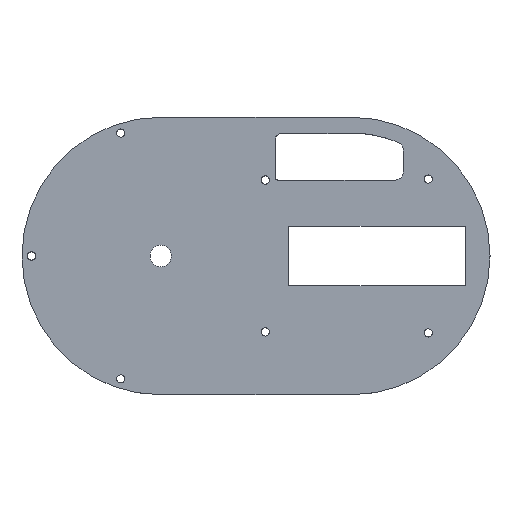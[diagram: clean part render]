
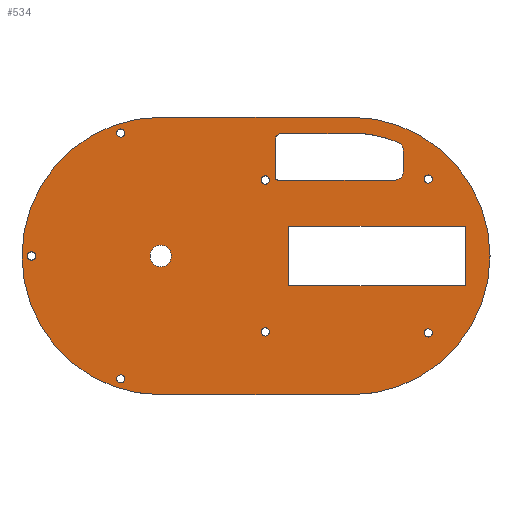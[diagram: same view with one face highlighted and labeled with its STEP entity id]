
A CAD part, top view. The second image highlights one B-rep face of the part: STEP entity #534.
In plain terms, the highlighted planar face has unit normal (0, 0, 1).
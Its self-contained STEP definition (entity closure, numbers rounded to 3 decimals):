
#15=FACE_BOUND('',#78,.T.);
#16=FACE_BOUND('',#79,.T.);
#17=FACE_BOUND('',#80,.T.);
#18=FACE_BOUND('',#81,.T.);
#19=FACE_BOUND('',#82,.T.);
#20=FACE_BOUND('',#83,.T.);
#21=FACE_BOUND('',#84,.T.);
#22=FACE_BOUND('',#85,.T.);
#23=FACE_BOUND('',#86,.T.);
#24=FACE_BOUND('',#87,.T.);
#37=PLANE('',#577);
#50=FACE_OUTER_BOUND('',#77,.T.);
#77=EDGE_LOOP('',(#378,#379,#380,#381));
#78=EDGE_LOOP('',(#382));
#79=EDGE_LOOP('',(#383));
#80=EDGE_LOOP('',(#384));
#81=EDGE_LOOP('',(#385));
#82=EDGE_LOOP('',(#386));
#83=EDGE_LOOP('',(#387,#388,#389,#390));
#84=EDGE_LOOP('',(#391));
#85=EDGE_LOOP('',(#392));
#86=EDGE_LOOP('',(#393));
#87=EDGE_LOOP('',(#394,#395,#396,#397,#398,#399,#400,#401,#402));
#125=LINE('',#805,#170);
#126=LINE('',#808,#171);
#129=LINE('',#815,#174);
#130=LINE('',#819,#175);
#131=LINE('',#833,#176);
#132=LINE('',#835,#177);
#133=LINE('',#837,#178);
#134=LINE('',#838,#179);
#135=LINE('',#850,#180);
#136=LINE('',#854,#181);
#170=VECTOR('',#643,10.);
#171=VECTOR('',#646,10.);
#174=VECTOR('',#651,10.);
#175=VECTOR('',#654,10.);
#176=VECTOR('',#667,10.);
#177=VECTOR('',#668,10.);
#178=VECTOR('',#669,10.);
#179=VECTOR('',#670,10.);
#180=VECTOR('',#681,10.);
#181=VECTOR('',#684,10.);
#212=CIRCLE('',#574,2.5);
#213=CIRCLE('',#578,51.);
#214=CIRCLE('',#579,51.);
#215=CIRCLE('',#580,1.5);
#216=CIRCLE('',#581,1.5);
#217=CIRCLE('',#582,1.5);
#218=CIRCLE('',#583,1.5);
#219=CIRCLE('',#584,1.5);
#220=CIRCLE('',#585,3.95);
#221=CIRCLE('',#586,1.5);
#222=CIRCLE('',#587,1.5);
#223=CIRCLE('',#588,45.177);
#224=CIRCLE('',#589,3.);
#225=CIRCLE('',#590,3.);
#226=CIRCLE('',#591,1.);
#243=VERTEX_POINT('',#795);
#244=VERTEX_POINT('',#797);
#246=VERTEX_POINT('',#803);
#247=VERTEX_POINT('',#807);
#249=VERTEX_POINT('',#813);
#250=VERTEX_POINT('',#814);
#251=VERTEX_POINT('',#816);
#252=VERTEX_POINT('',#818);
#253=VERTEX_POINT('',#821);
#254=VERTEX_POINT('',#823);
#255=VERTEX_POINT('',#825);
#256=VERTEX_POINT('',#827);
#257=VERTEX_POINT('',#829);
#258=VERTEX_POINT('',#831);
#259=VERTEX_POINT('',#832);
#260=VERTEX_POINT('',#834);
#261=VERTEX_POINT('',#836);
#262=VERTEX_POINT('',#839);
#263=VERTEX_POINT('',#841);
#264=VERTEX_POINT('',#843);
#265=VERTEX_POINT('',#845);
#266=VERTEX_POINT('',#847);
#267=VERTEX_POINT('',#849);
#268=VERTEX_POINT('',#851);
#269=VERTEX_POINT('',#853);
#293=EDGE_CURVE('',#243,#244,#212,.T.);
#297=EDGE_CURVE('',#243,#246,#125,.T.);
#298=EDGE_CURVE('',#247,#244,#126,.T.);
#301=EDGE_CURVE('',#249,#250,#129,.T.);
#302=EDGE_CURVE('',#250,#251,#213,.T.);
#303=EDGE_CURVE('',#251,#252,#130,.T.);
#304=EDGE_CURVE('',#252,#249,#214,.T.);
#305=EDGE_CURVE('',#253,#253,#215,.T.);
#306=EDGE_CURVE('',#254,#254,#216,.T.);
#307=EDGE_CURVE('',#255,#255,#217,.T.);
#308=EDGE_CURVE('',#256,#256,#218,.T.);
#309=EDGE_CURVE('',#257,#257,#219,.T.);
#310=EDGE_CURVE('',#258,#259,#131,.T.);
#311=EDGE_CURVE('',#259,#260,#132,.T.);
#312=EDGE_CURVE('',#260,#261,#133,.T.);
#313=EDGE_CURVE('',#258,#261,#134,.T.);
#314=EDGE_CURVE('',#262,#262,#220,.T.);
#315=EDGE_CURVE('',#263,#263,#221,.T.);
#316=EDGE_CURVE('',#264,#264,#222,.T.);
#317=EDGE_CURVE('',#246,#265,#223,.T.);
#318=EDGE_CURVE('',#266,#265,#224,.T.);
#319=EDGE_CURVE('',#266,#267,#135,.T.);
#320=EDGE_CURVE('',#268,#267,#225,.T.);
#321=EDGE_CURVE('',#268,#269,#136,.T.);
#322=EDGE_CURVE('',#247,#269,#226,.T.);
#378=ORIENTED_EDGE('',*,*,#301,.T.);
#379=ORIENTED_EDGE('',*,*,#302,.T.);
#380=ORIENTED_EDGE('',*,*,#303,.T.);
#381=ORIENTED_EDGE('',*,*,#304,.T.);
#382=ORIENTED_EDGE('',*,*,#305,.T.);
#383=ORIENTED_EDGE('',*,*,#306,.T.);
#384=ORIENTED_EDGE('',*,*,#307,.T.);
#385=ORIENTED_EDGE('',*,*,#308,.T.);
#386=ORIENTED_EDGE('',*,*,#309,.T.);
#387=ORIENTED_EDGE('',*,*,#310,.T.);
#388=ORIENTED_EDGE('',*,*,#311,.T.);
#389=ORIENTED_EDGE('',*,*,#312,.T.);
#390=ORIENTED_EDGE('',*,*,#313,.F.);
#391=ORIENTED_EDGE('',*,*,#314,.T.);
#392=ORIENTED_EDGE('',*,*,#315,.T.);
#393=ORIENTED_EDGE('',*,*,#316,.T.);
#394=ORIENTED_EDGE('',*,*,#297,.T.);
#395=ORIENTED_EDGE('',*,*,#317,.T.);
#396=ORIENTED_EDGE('',*,*,#318,.F.);
#397=ORIENTED_EDGE('',*,*,#319,.T.);
#398=ORIENTED_EDGE('',*,*,#320,.F.);
#399=ORIENTED_EDGE('',*,*,#321,.T.);
#400=ORIENTED_EDGE('',*,*,#322,.F.);
#401=ORIENTED_EDGE('',*,*,#298,.T.);
#402=ORIENTED_EDGE('',*,*,#293,.F.);
#534=ADVANCED_FACE('',(#50,#15,#16,#17,#18,#19,#20,#21,#22,#23,#24),#37,
 .T.);
#574=AXIS2_PLACEMENT_3D('',#798,#636,#637);
#577=AXIS2_PLACEMENT_3D('',#812,#649,#650);
#578=AXIS2_PLACEMENT_3D('',#817,#652,#653);
#579=AXIS2_PLACEMENT_3D('',#820,#655,#656);
#580=AXIS2_PLACEMENT_3D('',#822,#657,#658);
#581=AXIS2_PLACEMENT_3D('',#824,#659,#660);
#582=AXIS2_PLACEMENT_3D('',#826,#661,#662);
#583=AXIS2_PLACEMENT_3D('',#828,#663,#664);
#584=AXIS2_PLACEMENT_3D('',#830,#665,#666);
#585=AXIS2_PLACEMENT_3D('',#840,#671,#672);
#586=AXIS2_PLACEMENT_3D('',#842,#673,#674);
#587=AXIS2_PLACEMENT_3D('',#844,#675,#676);
#588=AXIS2_PLACEMENT_3D('',#846,#677,#678);
#589=AXIS2_PLACEMENT_3D('',#848,#679,#680);
#590=AXIS2_PLACEMENT_3D('',#852,#682,#683);
#591=AXIS2_PLACEMENT_3D('',#855,#685,#686);
#636=DIRECTION('center_axis',(0.,0.,1.));
#637=DIRECTION('ref_axis',(-0.707,0.707,0.));
#643=DIRECTION('',(1.,0.,0.));
#646=DIRECTION('',(0.,1.,0.));
#649=DIRECTION('center_axis',(0.,0.,1.));
#650=DIRECTION('ref_axis',(1.,0.,0.));
#651=DIRECTION('',(-1.,0.,0.));
#652=DIRECTION('center_axis',(0.,0.,1.));
#653=DIRECTION('ref_axis',(1.,0.,0.));
#654=DIRECTION('',(1.,0.,0.));
#655=DIRECTION('center_axis',(0.,0.,1.));
#656=DIRECTION('ref_axis',(1.,0.,0.));
#657=DIRECTION('center_axis',(0.,0.,-1.));
#658=DIRECTION('ref_axis',(-1.,0.,0.));
#659=DIRECTION('center_axis',(0.,0.,-1.));
#660=DIRECTION('ref_axis',(-1.,0.,0.));
#661=DIRECTION('center_axis',(0.,0.,-1.));
#662=DIRECTION('ref_axis',(-1.,0.,0.));
#663=DIRECTION('center_axis',(0.,0.,-1.));
#664=DIRECTION('ref_axis',(-1.,0.,0.));
#665=DIRECTION('center_axis',(0.,0.,-1.));
#666=DIRECTION('ref_axis',(-1.,0.,0.));
#667=DIRECTION('',(1.,0.,0.));
#668=DIRECTION('',(0.,-1.,0.));
#669=DIRECTION('',(-1.,0.,0.));
#670=DIRECTION('',(0.,-1.,0.));
#671=DIRECTION('center_axis',(0.,0.,-1.));
#672=DIRECTION('ref_axis',(-1.,0.,0.));
#673=DIRECTION('center_axis',(0.,0.,-1.));
#674=DIRECTION('ref_axis',(-1.,0.,0.));
#675=DIRECTION('center_axis',(0.,0.,-1.));
#676=DIRECTION('ref_axis',(-1.,0.,0.));
#677=DIRECTION('center_axis',(0.,0.,-1.));
#678=DIRECTION('ref_axis',(0.424,0.906,0.));
#679=DIRECTION('center_axis',(0.,0.,1.));
#680=DIRECTION('ref_axis',(0.832,0.555,0.));
#681=DIRECTION('',(0.,-1.,0.));
#682=DIRECTION('center_axis',(0.,0.,1.));
#683=DIRECTION('ref_axis',(0.707,-0.707,0.));
#684=DIRECTION('',(-1.,0.,0.));
#685=DIRECTION('center_axis',(0.,0.,1.));
#686=DIRECTION('ref_axis',(-0.707,-0.707,0.));
#795=CARTESIAN_POINT('',(44.5,45.,6.));
#797=CARTESIAN_POINT('',(42.,42.5,6.));
#798=CARTESIAN_POINT('Origin',(44.5,42.5,6.));
#803=CARTESIAN_POINT('',(74.,45.,6.));
#805=CARTESIAN_POINT('',(47.5,45.,6.));
#807=CARTESIAN_POINT('',(42.,28.92,6.));
#808=CARTESIAN_POINT('',(42.,13.96,6.));
#812=CARTESIAN_POINT('Origin',(35.,0.,6.));
#813=CARTESIAN_POINT('',(70.,51.,6.));
#814=CARTESIAN_POINT('',(0.,51.,6.));
#815=CARTESIAN_POINT('',(0.,51.,6.));
#816=CARTESIAN_POINT('',(0.,-51.,6.));
#817=CARTESIAN_POINT('Origin',(0.,0.,6.));
#818=CARTESIAN_POINT('',(70.,-51.,6.));
#819=CARTESIAN_POINT('',(70.,-51.,6.));
#820=CARTESIAN_POINT('Origin',(70.,0.,6.));
#821=CARTESIAN_POINT('',(-46.,0.,6.));
#822=CARTESIAN_POINT('Origin',(-47.5,0.,6.));
#823=CARTESIAN_POINT('',(39.928,27.92,6.));
#824=CARTESIAN_POINT('Origin',(38.428,27.92,6.));
#825=CARTESIAN_POINT('',(-13.178,-45.175,6.));
#826=CARTESIAN_POINT('Origin',(-14.678,-45.175,6.));
#827=CARTESIAN_POINT('',(39.928,-27.92,6.));
#828=CARTESIAN_POINT('Origin',(38.428,-27.92,6.));
#829=CARTESIAN_POINT('',(-13.178,45.175,6.));
#830=CARTESIAN_POINT('Origin',(-14.678,45.175,6.));
#831=CARTESIAN_POINT('',(47.,11.,6.));
#832=CARTESIAN_POINT('',(112.,11.,6.));
#833=CARTESIAN_POINT('',(72.5,11.,6.));
#834=CARTESIAN_POINT('',(112.,-11.,6.));
#835=CARTESIAN_POINT('',(112.,5.5,6.));
#836=CARTESIAN_POINT('',(47.,-11.,6.));
#837=CARTESIAN_POINT('',(72.5,-11.,6.));
#838=CARTESIAN_POINT('',(47.,-5.5,6.));
#839=CARTESIAN_POINT('',(3.95,0.,6.));
#840=CARTESIAN_POINT('Origin',(0.,0.,6.));
#841=CARTESIAN_POINT('',(99.784,-28.284,6.));
#842=CARTESIAN_POINT('Origin',(98.284,-28.284,6.));
#843=CARTESIAN_POINT('',(99.784,28.284,6.));
#844=CARTESIAN_POINT('Origin',(98.284,28.284,6.));
#845=CARTESIAN_POINT('',(87.298,41.734,6.));
#846=CARTESIAN_POINT('Origin',(70.,0.,6.));
#847=CARTESIAN_POINT('',(89.15,38.963,6.));
#848=CARTESIAN_POINT('Origin',(86.15,38.963,6.));
#849=CARTESIAN_POINT('',(89.15,30.92,6.));
#850=CARTESIAN_POINT('',(89.15,20.459,6.));
#851=CARTESIAN_POINT('',(86.15,27.92,6.));
#852=CARTESIAN_POINT('Origin',(86.15,30.92,6.));
#853=CARTESIAN_POINT('',(43.,27.92,6.));
#854=CARTESIAN_POINT('',(62.075,27.92,6.));
#855=CARTESIAN_POINT('Origin',(43.,28.92,6.));
